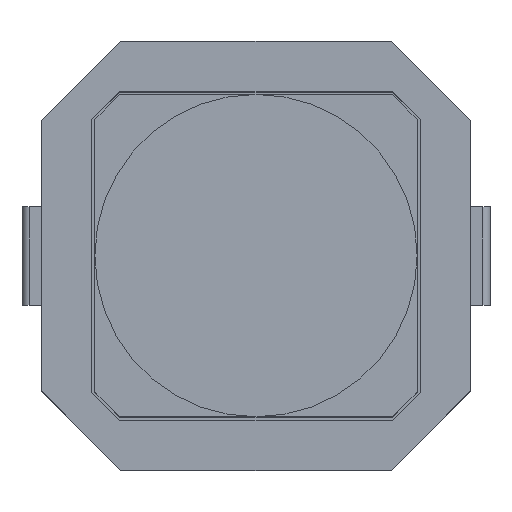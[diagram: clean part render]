
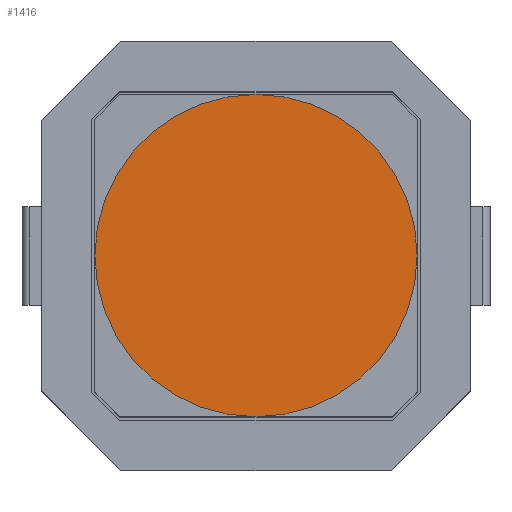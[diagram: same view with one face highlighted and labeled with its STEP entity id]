
A CAD part, top view. The second image highlights one B-rep face of the part: STEP entity #1416.
In plain terms, the highlighted planar face has unit normal (0, 0, 1).
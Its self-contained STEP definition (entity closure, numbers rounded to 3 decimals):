
#80 = ORIENTED_EDGE ( 'NONE', *, *, #1342, .T. ) ;
#136 = DIRECTION ( 'NONE',  ( 1., 0., 0. ) ) ;
#221 = PLANE ( 'NONE',  #661 ) ;
#318 = EDGE_CURVE ( 'NONE', #1054, #1194, #1405, .T. ) ;
#355 = FACE_OUTER_BOUND ( 'NONE', #882, .T. ) ;
#403 = CIRCLE ( 'NONE', #1303, 2.29 ) ;
#520 = CARTESIAN_POINT ( 'NONE',  ( 2.29, 0., 5. ) ) ;
#533 = AXIS2_PLACEMENT_3D ( 'NONE', #771, #1263, #136 ) ;
#661 = AXIS2_PLACEMENT_3D ( 'NONE', #824, #847, #1083 ) ;
#664 = DIRECTION ( 'NONE',  ( 1., 0., 0. ) ) ;
#690 = CARTESIAN_POINT ( 'NONE',  ( 0., 0., 5. ) ) ;
#692 = ORIENTED_EDGE ( 'NONE', *, *, #318, .T. ) ;
#771 = CARTESIAN_POINT ( 'NONE',  ( 0., 0., 5. ) ) ;
#824 = CARTESIAN_POINT ( 'NONE',  ( 0., 0., 5. ) ) ;
#847 = DIRECTION ( 'NONE',  ( 0., 0., 1. ) ) ;
#882 = EDGE_LOOP ( 'NONE', ( #80, #692 ) ) ;
#1000 = CARTESIAN_POINT ( 'NONE',  ( -2.29, 0., 5. ) ) ;
#1054 = VERTEX_POINT ( 'NONE', #1000 ) ;
#1083 = DIRECTION ( 'NONE',  ( 1., 0., 0. ) ) ;
#1194 = VERTEX_POINT ( 'NONE', #520 ) ;
#1263 = DIRECTION ( 'NONE',  ( 0., 0., 1. ) ) ;
#1303 = AXIS2_PLACEMENT_3D ( 'NONE', #690, #1390, #664 ) ;
#1342 = EDGE_CURVE ( 'NONE', #1194, #1054, #403, .T. ) ;
#1390 = DIRECTION ( 'NONE',  ( 0., 0., 1. ) ) ;
#1405 = CIRCLE ( 'NONE', #533, 2.29 ) ;
#1416 = ADVANCED_FACE ( 'NONE', ( #355 ), #221, .T. ) ;
